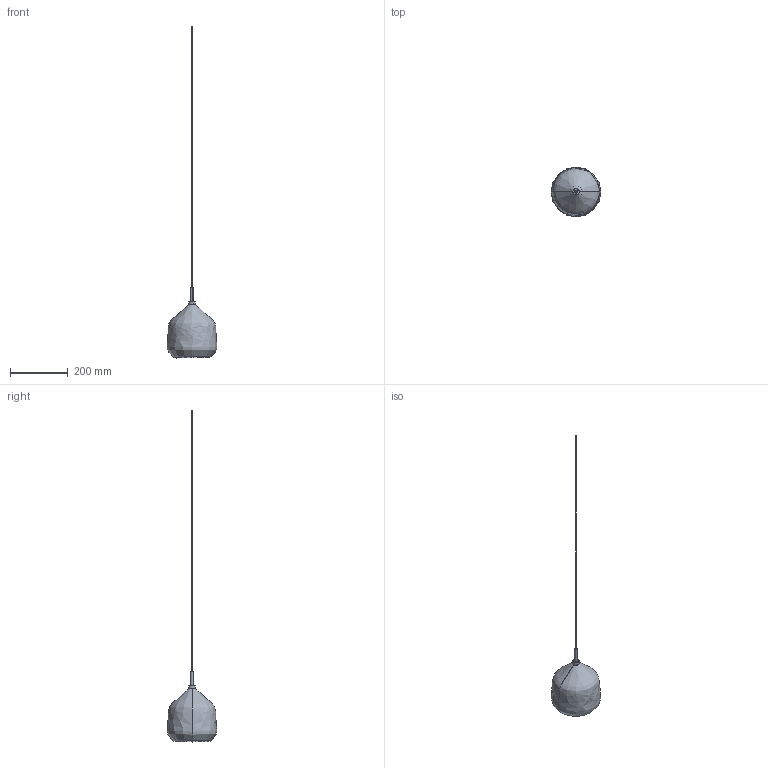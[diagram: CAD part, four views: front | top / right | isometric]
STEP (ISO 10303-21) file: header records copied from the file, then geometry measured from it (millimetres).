
FILE_DESCRIPTION(/* description */ (''),/* implementation_level */ '2;1');
FILE_NAME(/* name */ '1744.96_X-RAY',/* time_stamp */ '2023-03-14T18:43:53+01:00',/* author */ (''),/* organization */ (''),/* preprocessor_version */ 'ST-DEVELOPER v16.5',/* originating_system */ 'Rhino 7.15',/* authorisation */ '');
FILE_SCHEMA (('CONFIG_CONTROL_DESIGN'));
Length unit declared in the file: millimetre
Products named in the file (1): Document
Bounding box: 172 x 171.9 x 1151.19 mm (x, y, z)
Volume: 3801.2 mm3; surface area: 263023.3 mm2
Topology: 1 solids, 5 shells, 32 faces, 74 edges, 39 vertices
Faces by surface type: bspline 20, cylinder 12
Entity records: 1456 total; most frequent: CARTESIAN_POINT 966, ORIENTED_EDGE 122, EDGE_CURVE 68, VERTEX_POINT 39, ADVANCED_FACE 32, FACE_OUTER_BOUND 32, EDGE_LOOP 32, B_SPLINE_CURVE_WITH_KNOTS 24
